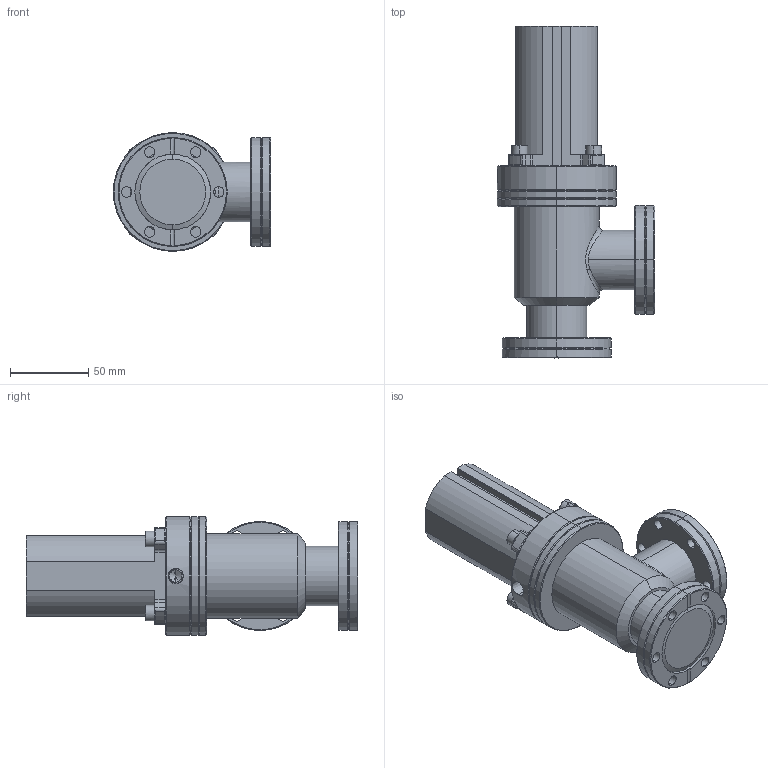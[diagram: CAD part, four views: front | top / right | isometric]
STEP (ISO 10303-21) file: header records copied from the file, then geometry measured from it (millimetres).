
FILE_DESCRIPTION (( 'STEP AP214' ), '1' );
FILE_NAME ('300113130016.STEP', '2021-02-03T09:33:41', ( 'admin' ), ( '' ), 'SwSTEP 2.0', 'SolidWorks 2018', '' );
FILE_SCHEMA (( 'AUTOMOTIVE_DESIGN' ));
Length unit declared in the file: millimetre
Products named in the file (1): 300113130016
Bounding box: 100.4 x 211.7 x 75.8 mm (x, y, z)
Volume: 603829.3 mm3; surface area: 73116 mm2
Topology: 1 solids, 1 shells, 248 faces, 640 edges, 405 vertices
Faces by surface type: cylinder 90, plane 88, cone 56, bspline 14
Entity records: 8974 total; most frequent: CARTESIAN_POINT 2848, ORIENTED_EDGE 1276, DIRECTION 1270, EDGE_CURVE 638, AXIS2_PLACEMENT_3D 473, VERTEX_POINT 405, VECTOR 324, LINE 324
